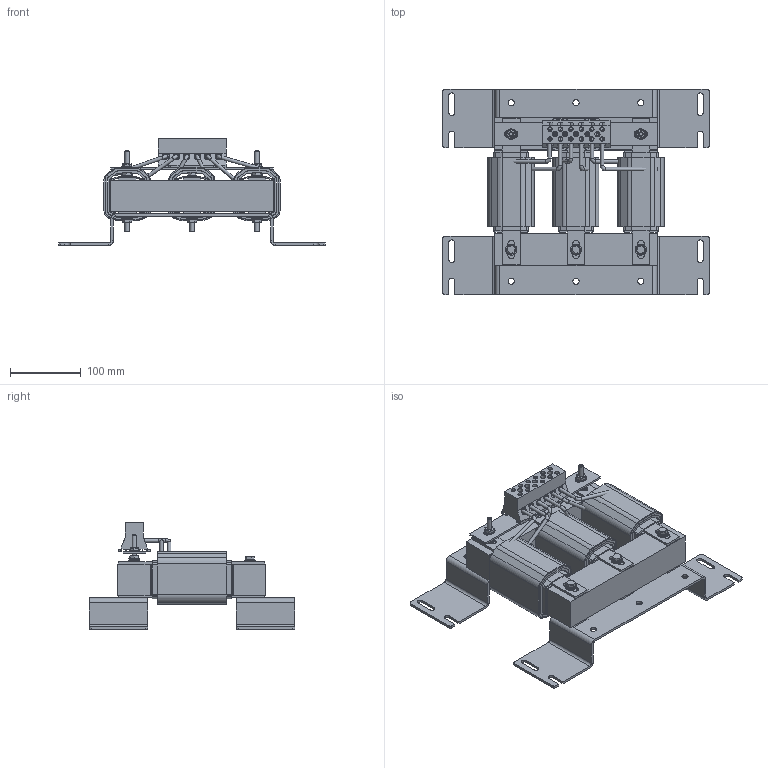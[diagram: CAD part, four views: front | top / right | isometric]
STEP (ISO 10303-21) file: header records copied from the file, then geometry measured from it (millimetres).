
FILE_DESCRIPTION(/* description */ (''),/* implementation_level */ '2;1');
FILE_NAME(/* name */ 'KTR15A65HGX4.stp',/* time_stamp */ '2024-10-18T07:45:49-05:00',/* author */ ('DWROBLEW'),/* organization */ (''),/* preprocessor_version */ 'ST-DEVELOPER v20',/* originating_system */ 'Autodesk Inventor 2024',/* authorisation */ '');
FILE_SCHEMA (('AUTOMOTIVE_DESIGN { 1 0 10303 214 3 1 1 }'));
Length unit declared in the file: inch
Products named in the file (20): KTR15A65HGX4; 25037; 23412-1.75; 14518; 19324; 30097- LARGE  BLANK  (REACTOR); 1763-4495 ASSEMBLY; 1505-1763-4495 ASSEMBLY; 4495; 1763; 1505; 31194-A; 1502; 3933; KTR15A65HG A1; KTR15A65HG A2; KTR15A65HG B2; KTR15A65HG C2; KTR15A65HG B1; KTR15A65HG C1
Assembly tree (41 placements, depth 3):
  KTR15A65HGX4
    23412-1.75  x2
    25037  x3
    14518
    19324
    1505  x2
    30097- LARGE  BLANK  (REACTOR)
    1763-4495 ASSEMBLY  x6
      4495
      1763
    1502  x4
    1505-1763-4495 ASSEMBLY  x6
      4495
      1763
      1505
    31194-A  x2
    3933  x2
    KTR15A65HG A1
    KTR15A65HG A2
    KTR15A65HG B2
    KTR15A65HG C2
    KTR15A65HG B1
    KTR15A65HG C1
Bounding box: 375.92 x 289.81 x 150.52 mm (x, y, z)
Volume: 2694345 mm3; surface area: 905071.9 mm2
Topology: 83 solids, 83 shells, 1986 faces, 4956 edges, 3204 vertices
Faces by surface type: plane 1257, cylinder 544, bspline 154, torus 25, cone 6
Full cylindrical faces by diameter (mm): 2.425 x2, 2.642 x2, 2.794 x3, 3.962 x5, 3.974 x2, 4.826 x12, 4.898 x5, 5.08 x12, 5.083 x1, 6.124 x5, 6.147 x12, 6.35 x17, 6.375 x12, 6.379 x1, 7.137 x12, 7.341 x5, 7.62 x12, 8.636 x12, 8.738 x6, 12.7 x12, 14.859 x8, 15.875 x12
Entity records: 41451 total; most frequent: CARTESIAN_POINT 9274, ORIENTED_EDGE 6602, DIRECTION 6005, EDGE_CURVE 3301, LINE 2347, VECTOR 2347, VERTEX_POINT 2161, AXIS2_PLACEMENT_3D 1829
